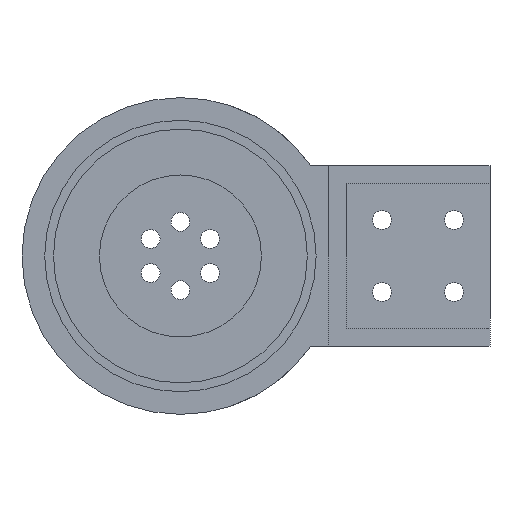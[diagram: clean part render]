
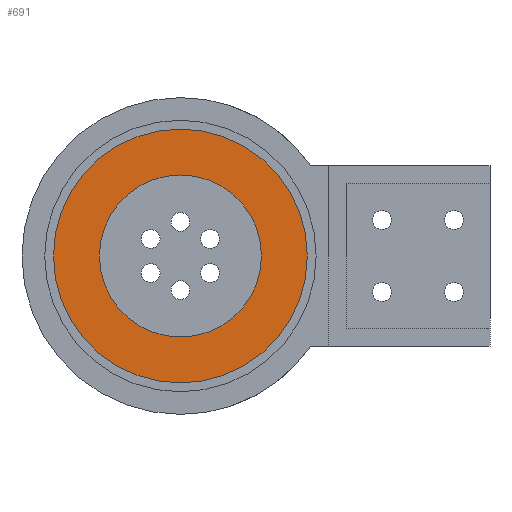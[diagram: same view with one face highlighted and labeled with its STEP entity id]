
A CAD part, left-side view. The second image highlights one B-rep face of the part: STEP entity #691.
In plain terms, the highlighted planar face has unit normal (-1, 0, 0).
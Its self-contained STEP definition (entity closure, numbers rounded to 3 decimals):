
#94 = ORIENTED_EDGE ( 'NONE', *, *, #2446, .T. ) ;
#102 = EDGE_LOOP ( 'NONE', ( #1851, #2829 ) ) ;
#200 = DIRECTION ( 'NONE',  ( -1., 0., 0. ) ) ;
#250 = DIRECTION ( 'NONE',  ( 1., 0., 0. ) ) ;
#295 = DIRECTION ( 'NONE',  ( 1., 0., 0. ) ) ;
#346 = VERTEX_POINT ( 'NONE', #1536 ) ;
#389 = DIRECTION ( 'NONE',  ( -1., 0., 0. ) ) ;
#410 = CIRCLE ( 'NONE', #2428, 22.5 ) ;
#486 = VERTEX_POINT ( 'NONE', #1861 ) ;
#658 = FACE_BOUND ( 'NONE', #102, .T. ) ;
#691 = ADVANCED_FACE ( 'NONE', ( #3132, #658 ), #1756, .T. ) ;
#787 = DIRECTION ( 'NONE',  ( -1., 0., 0. ) ) ;
#800 = EDGE_CURVE ( 'NONE', #830, #1978, #3139, .T. ) ;
#830 = VERTEX_POINT ( 'NONE', #3505 ) ;
#851 = EDGE_LOOP ( 'NONE', ( #3473, #94 ) ) ;
#1123 = AXIS2_PLACEMENT_3D ( 'NONE', #2666, #200, #1294 ) ;
#1133 = EDGE_CURVE ( 'NONE', #346, #486, #1748, .T. ) ;
#1294 = DIRECTION ( 'NONE',  ( 0., 0., 1. ) ) ;
#1348 = DIRECTION ( 'NONE',  ( 0., 0., 1. ) ) ;
#1394 = DIRECTION ( 'NONE',  ( 0., 0., 1. ) ) ;
#1491 = DIRECTION ( 'NONE',  ( 0., 0., 1. ) ) ;
#1536 = CARTESIAN_POINT ( 'NONE',  ( -3.5, 0., -22.5 ) ) ;
#1748 = CIRCLE ( 'NONE', #2902, 22.5 ) ;
#1756 = PLANE ( 'NONE',  #2166 ) ;
#1779 = CARTESIAN_POINT ( 'NONE',  ( -3.5, 0., -35.25 ) ) ;
#1851 = ORIENTED_EDGE ( 'NONE', *, *, #1133, .T. ) ;
#1861 = CARTESIAN_POINT ( 'NONE',  ( -3.5, 0., 22.5 ) ) ;
#1885 = DIRECTION ( 'NONE',  ( 0., 0., 1. ) ) ;
#1969 = AXIS2_PLACEMENT_3D ( 'NONE', #3256, #787, #1885 ) ;
#1978 = VERTEX_POINT ( 'NONE', #1779 ) ;
#2166 = AXIS2_PLACEMENT_3D ( 'NONE', #2861, #389, #1491 ) ;
#2428 = AXIS2_PLACEMENT_3D ( 'NONE', #2719, #250, #1348 ) ;
#2446 = EDGE_CURVE ( 'NONE', #1978, #830, #3520, .T. ) ;
#2456 = EDGE_CURVE ( 'NONE', #486, #346, #410, .T. ) ;
#2666 = CARTESIAN_POINT ( 'NONE',  ( -3.5, 0., 0. ) ) ;
#2719 = CARTESIAN_POINT ( 'NONE',  ( -3.5, 0., 0. ) ) ;
#2767 = CARTESIAN_POINT ( 'NONE',  ( -3.5, 0., 0. ) ) ;
#2829 = ORIENTED_EDGE ( 'NONE', *, *, #2456, .T. ) ;
#2861 = CARTESIAN_POINT ( 'NONE',  ( -3.5, 0., 0. ) ) ;
#2902 = AXIS2_PLACEMENT_3D ( 'NONE', #2767, #295, #1394 ) ;
#3132 = FACE_OUTER_BOUND ( 'NONE', #851, .T. ) ;
#3139 = CIRCLE ( 'NONE', #1123, 35.25 ) ;
#3256 = CARTESIAN_POINT ( 'NONE',  ( -3.5, 0., 0. ) ) ;
#3473 = ORIENTED_EDGE ( 'NONE', *, *, #800, .T. ) ;
#3505 = CARTESIAN_POINT ( 'NONE',  ( -3.5, 0., 35.25 ) ) ;
#3520 = CIRCLE ( 'NONE', #1969, 35.25 ) ;
